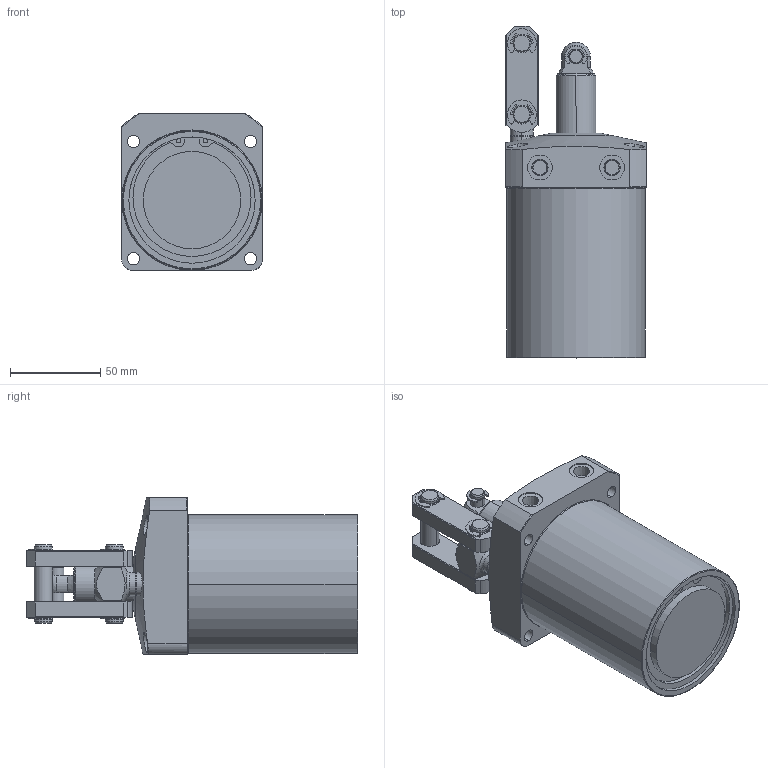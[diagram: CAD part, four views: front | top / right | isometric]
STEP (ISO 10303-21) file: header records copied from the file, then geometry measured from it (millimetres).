
FILE_DESCRIPTION (( 'STEP AP203' ), '1' );
FILE_NAME ('WCE4001-2SL.STEP', '2018-12-15T06:28:49', ( '微软用户' ), ( '微软中国' ), 'SwSTEP 2.0', 'SolidWorks 2012', '' );
FILE_SCHEMA (( 'CONFIG_CONTROL_DESIGN' ));
Length unit declared in the file: millimetre
Products named in the file (9): WCE4001-2SL; ETW-8; ETW-6; WCA0630_嵋裡葨凰_4WC100032-00; 4L51541-00咂搘2; 4L51540-00咂搘1; WCE4000_咂衝椳紕_; WCE4000_菛巍催獉; WCE4000-S_槭暌溱
Assembly tree (14 placements, depth 2):
  WCE4001-2SL
    WCE4000-S_槭暌溱
    WCE4000_菛巍催獉
    WCE4000_咂衝椳紕_
    4L51540-00咂搘1
    4L51541-00咂搘2  x2
    WCA0630_嵋裡葨凰_4WC100032-00  x2
    ETW-6  x2
    ETW-8  x4
Bounding box: 78 x 184 x 87 mm (x, y, z)
Volume: 633820 mm3; surface area: 73189.2 mm2
Topology: 14 solids, 15 shells, 465 faces, 1160 edges, 750 vertices
Faces by surface type: cylinder 256, plane 132, cone 61, torus 14, sphere 2
Entity records: 10639 total; most frequent: CARTESIAN_POINT 2234, DIRECTION 1680, ORIENTED_EDGE 1436, EDGE_CURVE 718, AXIS2_PLACEMENT_3D 690, VERTEX_POINT 460, CIRCLE 374, EDGE_LOOP 342
